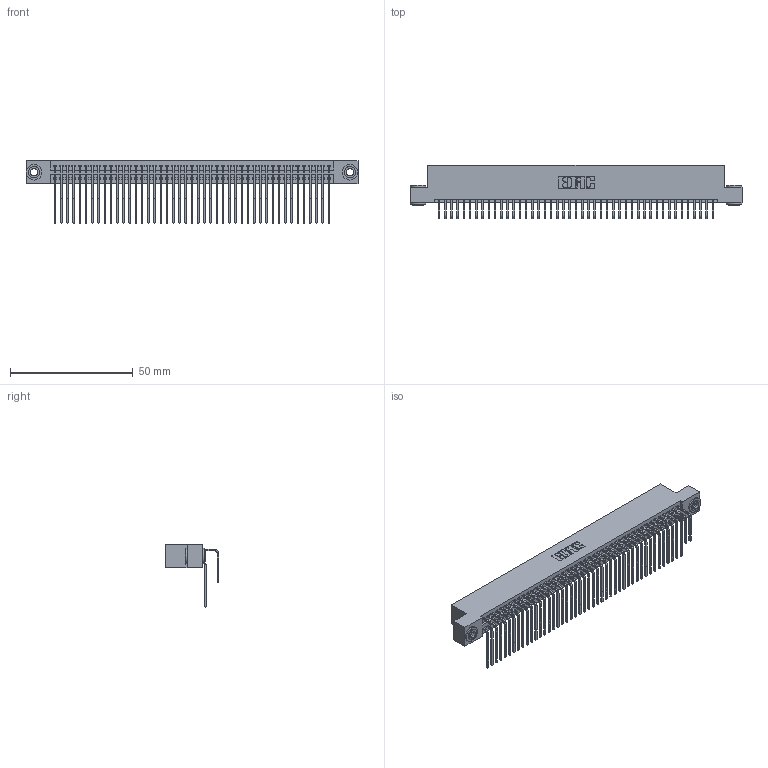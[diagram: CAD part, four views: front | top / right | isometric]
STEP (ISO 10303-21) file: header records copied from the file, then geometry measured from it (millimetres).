
FILE_DESCRIPTION (( 'STEP AP203' ), '1' );
FILE_NAME ('345-090-558-203.STEP', '2019-11-01T17:07:49', ( '' ), ( '' ), 'SwSTEP 2.0', 'SolidWorks 2016', '' );
FILE_SCHEMA (( 'CONFIG_CONTROL_DESIGN' ));
Length unit declared in the file: inch
Products named in the file (5): 345-090-558-203; 345-250-002_345-250-002-102; 345 Part_Flush Mounting Lugs - 0.156 Dia-TH; 345-292-001_558 559 Tail - 1; 345-292-001_558 Tail - 2
Assembly tree (93 placements, depth 2):
  345-090-558-203
    345 Part_Flush Mounting Lugs - 0.156 Dia-TH
    345-292-001_558 559 Tail - 1  x45
    345-292-001_558 Tail - 2  x45
    345-250-002_345-250-002-102  x2
Bounding box: 135.51 x 21.83 x 25.53 mm (x, y, z)
Volume: 13729.9 mm3; surface area: 22999.5 mm2
Topology: 93 solids, 93 shells, 4844 faces, 14367 edges, 9454 vertices
Faces by surface type: plane 3240, cylinder 1596, cone 8
Entity records: 37206 total; most frequent: CARTESIAN_POINT 6254, ORIENTED_EDGE 6130, DIRECTION 5515, EDGE_CURVE 3065, VECTOR 2689, LINE 2689, VERTEX_POINT 2038, AXIS2_PLACEMENT_3D 1413
